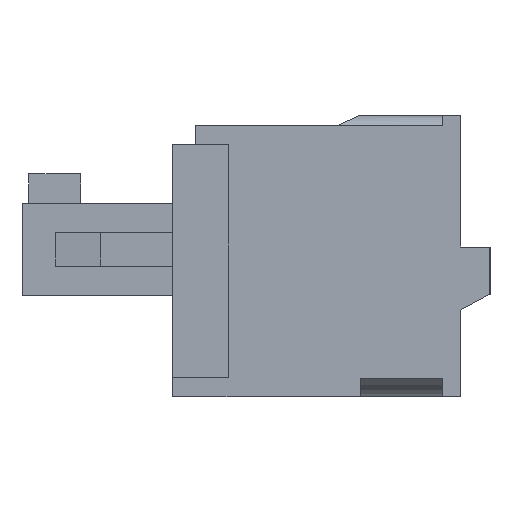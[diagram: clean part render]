
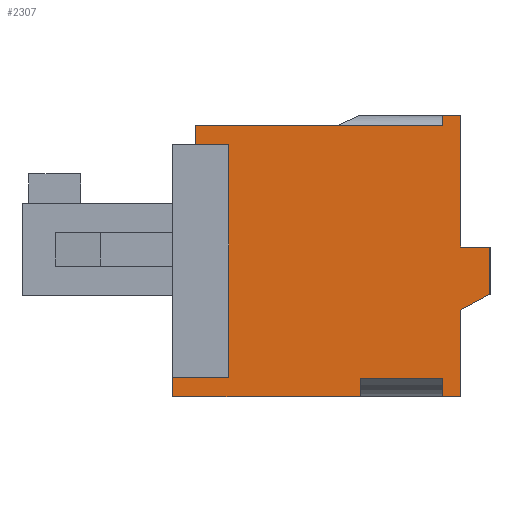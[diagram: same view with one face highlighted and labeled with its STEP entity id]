
A CAD part, left-side view. The second image highlights one B-rep face of the part: STEP entity #2307.
In plain terms, the highlighted planar face has unit normal (-1, 0, 0).
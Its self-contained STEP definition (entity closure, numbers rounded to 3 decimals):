
#2307 = ADVANCED_FACE( '', ( #5281 ), #5282, .T. );
#5281 = FACE_OUTER_BOUND( '', #9022, .T. );
#5282 = PLANE( '', #9023 );
#9022 = EDGE_LOOP( '', ( #15529, #15530, #15531, #15532, #15533, #15534, #15535, #15536, #15537, #15538, #15539, #15540, #15541, #15542, #15543, #15544, #15545, #15546 ) );
#9023 = AXIS2_PLACEMENT_3D( '', #15547, #15548, #15549 );
#15529 = ORIENTED_EDGE( '', *, *, #24995, .T. );
#15530 = ORIENTED_EDGE( '', *, *, #25590, .T. );
#15531 = ORIENTED_EDGE( '', *, *, #25591, .F. );
#15532 = ORIENTED_EDGE( '', *, *, #25592, .F. );
#15533 = ORIENTED_EDGE( '', *, *, #25593, .T. );
#15534 = ORIENTED_EDGE( '', *, *, #25594, .T. );
#15535 = ORIENTED_EDGE( '', *, *, #25595, .T. );
#15536 = ORIENTED_EDGE( '', *, *, #25596, .F. );
#15537 = ORIENTED_EDGE( '', *, *, #25597, .T. );
#15538 = ORIENTED_EDGE( '', *, *, #23339, .T. );
#15539 = ORIENTED_EDGE( '', *, *, #24408, .T. );
#15540 = ORIENTED_EDGE( '', *, *, #25598, .F. );
#15541 = ORIENTED_EDGE( '', *, *, #24327, .F. );
#15542 = ORIENTED_EDGE( '', *, *, #24610, .T. );
#15543 = ORIENTED_EDGE( '', *, *, #25599, .F. );
#15544 = ORIENTED_EDGE( '', *, *, #24075, .T. );
#15545 = ORIENTED_EDGE( '', *, *, #25600, .T. );
#15546 = ORIENTED_EDGE( '', *, *, #25601, .T. );
#15547 = CARTESIAN_POINT( '', ( -13.735, -7.05, -6.25 ) );
#15548 = DIRECTION( '', ( -1., 0., 0. ) );
#15549 = DIRECTION( '', ( 0., 0., 1. ) );
#23339 = EDGE_CURVE( '', #28075, #28073, #28076, .T. );
#24075 = EDGE_CURVE( '', #29398, #29396, #29399, .T. );
#24327 = EDGE_CURVE( '', #29833, #29835, #29836, .T. );
#24408 = EDGE_CURVE( '', #28073, #29968, #29970, .T. );
#24610 = EDGE_CURVE( '', #29833, #30303, #30305, .T. );
#24995 = EDGE_CURVE( '', #30910, #30912, #30914, .T. );
#25590 = EDGE_CURVE( '', #30912, #31839, #31840, .T. );
#25591 = EDGE_CURVE( '', #31841, #31839, #31842, .T. );
#25592 = EDGE_CURVE( '', #31843, #31841, #31844, .T. );
#25593 = EDGE_CURVE( '', #31843, #31845, #31846, .T. );
#25594 = EDGE_CURVE( '', #31845, #31847, #31848, .T. );
#25595 = EDGE_CURVE( '', #31847, #31849, #31850, .T. );
#25596 = EDGE_CURVE( '', #31851, #31849, #31852, .T. );
#25597 = EDGE_CURVE( '', #31851, #28075, #31853, .T. );
#25598 = EDGE_CURVE( '', #29835, #29968, #31854, .T. );
#25599 = EDGE_CURVE( '', #29398, #30303, #31855, .T. );
#25600 = EDGE_CURVE( '', #29396, #31856, #31857, .T. );
#25601 = EDGE_CURVE( '', #31856, #30910, #31858, .T. );
#28073 = VERTEX_POINT( '', #35004 );
#28075 = VERTEX_POINT( '', #35007 );
#28076 = LINE( '', #35008, #35009 );
#29396 = VERTEX_POINT( '', #36939 );
#29398 = VERTEX_POINT( '', #36942 );
#29399 = LINE( '', #36943, #36944 );
#29833 = VERTEX_POINT( '', #37590 );
#29835 = VERTEX_POINT( '', #37593 );
#29836 = LINE( '', #37594, #37595 );
#29968 = VERTEX_POINT( '', #37787 );
#29970 = LINE( '', #37790, #37791 );
#30303 = VERTEX_POINT( '', #38271 );
#30305 = LINE( '', #38274, #38275 );
#30910 = VERTEX_POINT( '', #39174 );
#30912 = VERTEX_POINT( '', #39177 );
#30914 = LINE( '', #39180, #39181 );
#31839 = VERTEX_POINT( '', #40590 );
#31840 = LINE( '', #40591, #40592 );
#31841 = VERTEX_POINT( '', #40593 );
#31842 = LINE( '', #40594, #40595 );
#31843 = VERTEX_POINT( '', #40596 );
#31844 = LINE( '', #40597, #40598 );
#31845 = VERTEX_POINT( '', #40599 );
#31846 = LINE( '', #40600, #40601 );
#31847 = VERTEX_POINT( '', #40602 );
#31848 = LINE( '', #40603, #40604 );
#31849 = VERTEX_POINT( '', #40605 );
#31850 = LINE( '', #40606, #40607 );
#31851 = VERTEX_POINT( '', #40608 );
#31852 = LINE( '', #40609, #40610 );
#31853 = LINE( '', #40611, #40612 );
#31854 = LINE( '', #40613, #40614 );
#31855 = LINE( '', #40615, #40616 );
#31856 = VERTEX_POINT( '', #40617 );
#31857 = LINE( '', #40618, #40619 );
#31858 = LINE( '', #40620, #40621 );
#35004 = CARTESIAN_POINT( '', ( -13.735, -7.05, -1.7 ) );
#35007 = CARTESIAN_POINT( '', ( -13.735, -5.75, -2.4 ) );
#35008 = CARTESIAN_POINT( '', ( -13.735, -5.75, -2.4 ) );
#35009 = VECTOR( '', #44948, 1000. );
#36939 = CARTESIAN_POINT( '', ( -13.735, 6.05, 5.8 ) );
#36942 = CARTESIAN_POINT( '', ( -13.735, -4.95, 5.8 ) );
#36943 = CARTESIAN_POINT( '', ( -13.735, -0.25, 5.8 ) );
#36944 = VECTOR( '', #45662, 1000. );
#37590 = CARTESIAN_POINT( '', ( -13.735, -5.75, 6.25 ) );
#37593 = CARTESIAN_POINT( '', ( -13.735, -5.75, 0.4 ) );
#37594 = CARTESIAN_POINT( '', ( -13.735, -5.75, 6.25 ) );
#37595 = VECTOR( '', #45924, 1000. );
#37787 = CARTESIAN_POINT( '', ( -13.735, -7.05, 0.4 ) );
#37790 = CARTESIAN_POINT( '', ( -13.735, -7.05, -6.25 ) );
#37791 = VECTOR( '', #46001, 1000. );
#38271 = CARTESIAN_POINT( '', ( -13.735, -4.95, 6.25 ) );
#38274 = CARTESIAN_POINT( '', ( -13.735, -7.05, 6.25 ) );
#38275 = VECTOR( '', #46204, 1000. );
#39174 = CARTESIAN_POINT( '', ( -13.735, 4.55, 4.95 ) );
#39177 = CARTESIAN_POINT( '', ( -13.735, 4.55, -5.4 ) );
#39180 = CARTESIAN_POINT( '', ( -13.735, 4.55, 27.912 ) );
#39181 = VECTOR( '', #46564, 1000. );
#40590 = CARTESIAN_POINT( '', ( -13.735, 7.05, -5.4 ) );
#40591 = CARTESIAN_POINT( '', ( -13.735, 7.05, -5.4 ) );
#40592 = VECTOR( '', #47088, 1000. );
#40593 = CARTESIAN_POINT( '', ( -13.735, 7.05, -6.25 ) );
#40594 = CARTESIAN_POINT( '', ( -13.735, 7.05, -6.25 ) );
#40595 = VECTOR( '', #47089, 1000. );
#40596 = CARTESIAN_POINT( '', ( -13.735, -1.3, -6.25 ) );
#40597 = CARTESIAN_POINT( '', ( -13.735, -7.05, -6.25 ) );
#40598 = VECTOR( '', #47090, 1000. );
#40599 = CARTESIAN_POINT( '', ( -13.735, -1.3, -5.45 ) );
#40600 = CARTESIAN_POINT( '', ( -13.735, -1.3, -6.25 ) );
#40601 = VECTOR( '', #47091, 1000. );
#40602 = CARTESIAN_POINT( '', ( -13.735, -4.95, -5.45 ) );
#40603 = CARTESIAN_POINT( '', ( -13.735, -1.3, -5.45 ) );
#40604 = VECTOR( '', #47092, 1000. );
#40605 = CARTESIAN_POINT( '', ( -13.735, -4.95, -6.25 ) );
#40606 = CARTESIAN_POINT( '', ( -13.735, -4.95, -5.45 ) );
#40607 = VECTOR( '', #47093, 1000. );
#40608 = CARTESIAN_POINT( '', ( -13.735, -5.75, -6.25 ) );
#40609 = CARTESIAN_POINT( '', ( -13.735, -7.05, -6.25 ) );
#40610 = VECTOR( '', #47094, 1000. );
#40611 = CARTESIAN_POINT( '', ( -13.735, -5.75, -6.25 ) );
#40612 = VECTOR( '', #47095, 1000. );
#40613 = CARTESIAN_POINT( '', ( -13.735, -7.05, 0.4 ) );
#40614 = VECTOR( '', #47096, 1000. );
#40615 = CARTESIAN_POINT( '', ( -13.735, -4.95, -27.062 ) );
#40616 = VECTOR( '', #47097, 1000. );
#40617 = CARTESIAN_POINT( '', ( -13.735, 6.05, 4.95 ) );
#40618 = CARTESIAN_POINT( '', ( -13.735, 6.05, 5.8 ) );
#40619 = VECTOR( '', #47098, 1000. );
#40620 = CARTESIAN_POINT( '', ( -13.735, 6.05, 4.95 ) );
#40621 = VECTOR( '', #47099, 1000. );
#44948 = DIRECTION( '', ( 0., -0.88, 0.474 ) );
#45662 = DIRECTION( '', ( 0., 1., 0. ) );
#45924 = DIRECTION( '', ( 0., 0., -1. ) );
#46001 = DIRECTION( '', ( 0., 0., 1. ) );
#46204 = DIRECTION( '', ( 0., 1., 0. ) );
#46564 = DIRECTION( '', ( 0., 0., -1. ) );
#47088 = DIRECTION( '', ( 0., 1., 0. ) );
#47089 = DIRECTION( '', ( 0., 0., 1. ) );
#47090 = DIRECTION( '', ( 0., 1., 0. ) );
#47091 = DIRECTION( '', ( 0., 0., 1. ) );
#47092 = DIRECTION( '', ( 0., -1., 0. ) );
#47093 = DIRECTION( '', ( 0., 0., -1. ) );
#47094 = DIRECTION( '', ( 0., 1., 0. ) );
#47095 = DIRECTION( '', ( 0., 0., 1. ) );
#47096 = DIRECTION( '', ( 0., -1., 0. ) );
#47097 = DIRECTION( '', ( 0., 0., 1. ) );
#47098 = DIRECTION( '', ( 0., 0., -1. ) );
#47099 = DIRECTION( '', ( 0., -1., 0. ) );
